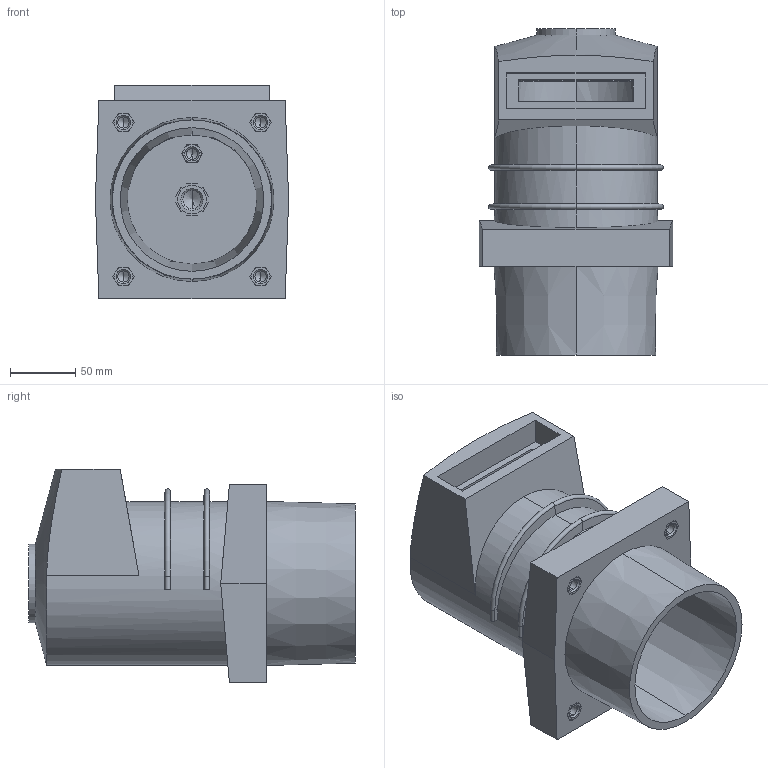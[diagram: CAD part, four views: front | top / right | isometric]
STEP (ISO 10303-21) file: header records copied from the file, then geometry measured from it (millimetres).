
FILE_DESCRIPTION (( 'STEP AP214' ), '1' );
FILE_NAME ('认菟-10-岩-01.STEP', '2024-04-24T05:33:26', ( '' ), ( '' ), 'SwSTEP 2.0', 'SolidWorks 2014', '' );
FILE_SCHEMA (( 'AUTOMOTIVE_DESIGN' ));
Length unit declared in the file: millimetre
Products named in the file (4): 屡扔.686153.005 认菟-岩-10-01; ÂÅÈÓ.758472.005 Ãàéêà ñïåöèàëüíàÿ_-01; ÂÅÈÓ.758472.013 Ãàéêà ñïåöèàëüíàÿ_-00; 认菟-10-岩-01
Assembly tree (7 placements, depth 2):
  认菟-10-岩-01
    屡扔.686153.005 认菟-岩-10-01
    ÂÅÈÓ.758472.005 Ãàéêà ñïåöèàëüíàÿ_-01  x5
    ÂÅÈÓ.758472.013 Ãàéêà ñïåöèàëüíàÿ_-00
Bounding box: 148 x 250 x 163.5 mm (x, y, z)
Volume: 1618545.8 mm3; surface area: 259131 mm2
Topology: 7 solids, 7 shells, 398 faces, 953 edges, 595 vertices
Faces by surface type: plane 223, cone 125, cylinder 46, torus 4
Entity records: 9065 total; most frequent: CARTESIAN_POINT 2788, ORIENTED_EDGE 1306, DIRECTION 1171, EDGE_CURVE 653, AXIS2_PLACEMENT_3D 420, VERTEX_POINT 415, LINE 331, VECTOR 331
